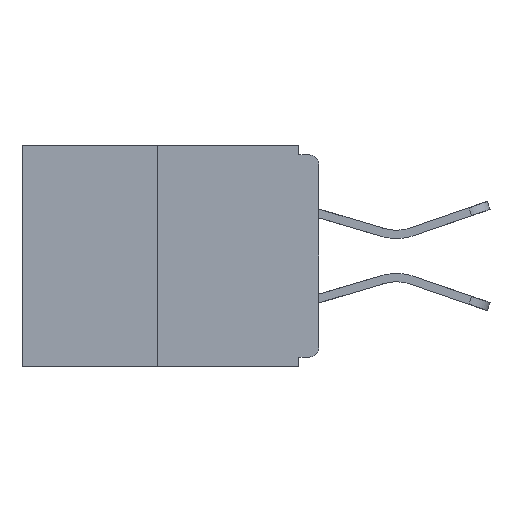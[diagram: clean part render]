
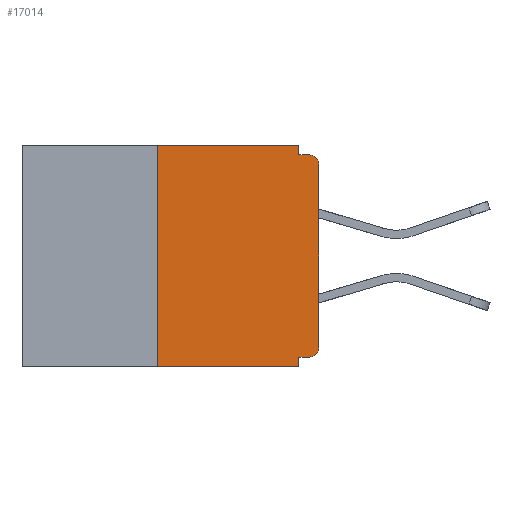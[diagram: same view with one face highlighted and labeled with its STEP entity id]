
A CAD part, left-side view. The second image highlights one B-rep face of the part: STEP entity #17014.
In plain terms, the highlighted planar face has unit normal (-1, 0, 0).
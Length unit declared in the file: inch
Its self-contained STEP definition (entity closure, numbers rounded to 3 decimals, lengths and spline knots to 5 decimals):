
#5 = CARTESIAN_POINT ( 'NONE',  ( 0., 0.015, -0.328 ) ) ;
#231 = EDGE_CURVE ( 'NONE', #11758, #4543, #1259, .T. ) ;
#342 = DIRECTION ( 'NONE',  ( 0., 0., -1. ) ) ;
#711 = ORIENTED_EDGE ( 'NONE', *, *, #6794, .T. ) ;
#788 = ORIENTED_EDGE ( 'NONE', *, *, #14637, .T. ) ;
#1012 = DIRECTION ( 'NONE',  ( 0., 1., 0. ) ) ;
#1259 = LINE ( 'NONE', #9757, #13282 ) ;
#1326 = VECTOR ( 'NONE', #11208, 39.37008 ) ;
#1394 = EDGE_CURVE ( 'NONE', #3739, #2623, #12397, .T. ) ;
#1771 = CARTESIAN_POINT ( 'NONE',  ( 0., 0.46, -0.343 ) ) ;
#1966 = AXIS2_PLACEMENT_3D ( 'NONE', #15654, #6311, #10877 ) ;
#2017 = DIRECTION ( 'NONE',  ( 0., -1., 0. ) ) ;
#2393 = VECTOR ( 'NONE', #13390, 39.37008 ) ;
#2479 = EDGE_CURVE ( 'NONE', #14381, #19907, #15563, .T. ) ;
#2623 = VERTEX_POINT ( 'NONE', #5647 ) ;
#2732 = VERTEX_POINT ( 'NONE', #15351 ) ;
#3338 = ORIENTED_EDGE ( 'NONE', *, *, #8174, .F. ) ;
#3399 = VECTOR ( 'NONE', #15989, 39.37008 ) ;
#3412 = AXIS2_PLACEMENT_3D ( 'NONE', #20128, #9060, #20061 ) ;
#3739 = VERTEX_POINT ( 'NONE', #13326 ) ;
#3880 = LINE ( 'NONE', #1771, #3399 ) ;
#3981 = ORIENTED_EDGE ( 'NONE', *, *, #2479, .F. ) ;
#4155 = CARTESIAN_POINT ( 'NONE',  ( 0., 0.031, -0.328 ) ) ;
#4391 = ORIENTED_EDGE ( 'NONE', *, *, #231, .F. ) ;
#4543 = VERTEX_POINT ( 'NONE', #15544 ) ;
#4562 = CARTESIAN_POINT ( 'NONE',  ( 0., 0.25, 0. ) ) ;
#4977 = LINE ( 'NONE', #8867, #14055 ) ;
#5284 = ORIENTED_EDGE ( 'NONE', *, *, #9862, .F. ) ;
#5620 = CARTESIAN_POINT ( 'NONE',  ( 0., 0., 0. ) ) ;
#5647 = CARTESIAN_POINT ( 'NONE',  ( 0., 0., -0.03 ) ) ;
#5892 = CIRCLE ( 'NONE', #3412, 0.015 ) ;
#6192 = EDGE_CURVE ( 'NONE', #9097, #11758, #10757, .T. ) ;
#6311 = DIRECTION ( 'NONE',  ( -1., 0., 0. ) ) ;
#6794 = EDGE_CURVE ( 'NONE', #10710, #3739, #5892, .T. ) ;
#7204 = AXIS2_PLACEMENT_3D ( 'NONE', #7221, #17942, #10134 ) ;
#7221 = CARTESIAN_POINT ( 'NONE',  ( 0., 0.46, 0. ) ) ;
#8174 = EDGE_CURVE ( 'NONE', #16323, #9097, #8382, .T. ) ;
#8367 = CARTESIAN_POINT ( 'NONE',  ( 0., 0.031, -0.343 ) ) ;
#8382 = LINE ( 'NONE', #4562, #14474 ) ;
#8867 = CARTESIAN_POINT ( 'NONE',  ( 0., 0., -0.328 ) ) ;
#9060 = DIRECTION ( 'NONE',  ( -1., 0., 0. ) ) ;
#9097 = VERTEX_POINT ( 'NONE', #17166 ) ;
#9456 = VECTOR ( 'NONE', #10408, 39.37008 ) ;
#9757 = CARTESIAN_POINT ( 'NONE',  ( 0., 0.031, 0. ) ) ;
#9793 = CARTESIAN_POINT ( 'NONE',  ( 0., 0., -0.015 ) ) ;
#9862 = EDGE_CURVE ( 'NONE', #4543, #2732, #12002, .T. ) ;
#9969 = FACE_OUTER_BOUND ( 'NONE', #15435, .T. ) ;
#10134 = DIRECTION ( 'NONE',  ( 0., 0., -1. ) ) ;
#10408 = DIRECTION ( 'NONE',  ( 0., 0., 1. ) ) ;
#10710 = VERTEX_POINT ( 'NONE', #5 ) ;
#10757 = LINE ( 'NONE', #13325, #2393 ) ;
#10877 = DIRECTION ( 'NONE',  ( 0., 0., -1. ) ) ;
#11208 = DIRECTION ( 'NONE',  ( 0., 0., -1. ) ) ;
#11758 = VERTEX_POINT ( 'NONE', #18263 ) ;
#12002 = LINE ( 'NONE', #9793, #18858 ) ;
#12397 = LINE ( 'NONE', #5620, #9456 ) ;
#12548 = EDGE_CURVE ( 'NONE', #2623, #2732, #16535, .T. ) ;
#12714 = CARTESIAN_POINT ( 'NONE',  ( 0., 0.25, -0.343 ) ) ;
#13282 = VECTOR ( 'NONE', #342, 39.37008 ) ;
#13325 = CARTESIAN_POINT ( 'NONE',  ( 0., 0.46, 0. ) ) ;
#13326 = CARTESIAN_POINT ( 'NONE',  ( 0., 0., -0.313 ) ) ;
#13390 = DIRECTION ( 'NONE',  ( 0., -1., 0. ) ) ;
#14055 = VECTOR ( 'NONE', #1012, 39.37008 ) ;
#14381 = VERTEX_POINT ( 'NONE', #4155 ) ;
#14474 = VECTOR ( 'NONE', #18718, 39.37008 ) ;
#14637 = EDGE_CURVE ( 'NONE', #16323, #19907, #3880, .T. ) ;
#14780 = ORIENTED_EDGE ( 'NONE', *, *, #12548, .T. ) ;
#15351 = CARTESIAN_POINT ( 'NONE',  ( 0., 0.015, -0.015 ) ) ;
#15435 = EDGE_LOOP ( 'NONE', ( #18770, #3338, #788, #3981, #18940, #711, #18173, #14780, #5284, #4391 ) ) ;
#15544 = CARTESIAN_POINT ( 'NONE',  ( 0., 0.031, -0.015 ) ) ;
#15563 = LINE ( 'NONE', #8367, #1326 ) ;
#15654 = CARTESIAN_POINT ( 'NONE',  ( 0., 0.015, -0.03 ) ) ;
#15989 = DIRECTION ( 'NONE',  ( 0., -1., 0. ) ) ;
#16323 = VERTEX_POINT ( 'NONE', #12714 ) ;
#16363 = PLANE ( 'NONE',  #7204 ) ;
#16535 = CIRCLE ( 'NONE', #1966, 0.015 ) ;
#17014 = ADVANCED_FACE ( 'NONE', ( #9969 ), #16363, .F. ) ;
#17166 = CARTESIAN_POINT ( 'NONE',  ( 0., 0.25, 0. ) ) ;
#17942 = DIRECTION ( 'NONE',  ( 1., 0., 0. ) ) ;
#18173 = ORIENTED_EDGE ( 'NONE', *, *, #1394, .T. ) ;
#18263 = CARTESIAN_POINT ( 'NONE',  ( 0., 0.031, 0. ) ) ;
#18456 = EDGE_CURVE ( 'NONE', #10710, #14381, #4977, .T. ) ;
#18718 = DIRECTION ( 'NONE',  ( 0., 0., 1. ) ) ;
#18770 = ORIENTED_EDGE ( 'NONE', *, *, #6192, .F. ) ;
#18858 = VECTOR ( 'NONE', #2017, 39.37008 ) ;
#18940 = ORIENTED_EDGE ( 'NONE', *, *, #18456, .F. ) ;
#19151 = CARTESIAN_POINT ( 'NONE',  ( 0., 0.031, -0.343 ) ) ;
#19907 = VERTEX_POINT ( 'NONE', #19151 ) ;
#20061 = DIRECTION ( 'NONE',  ( 0., 0., -1. ) ) ;
#20128 = CARTESIAN_POINT ( 'NONE',  ( 0., 0.015, -0.313 ) ) ;
